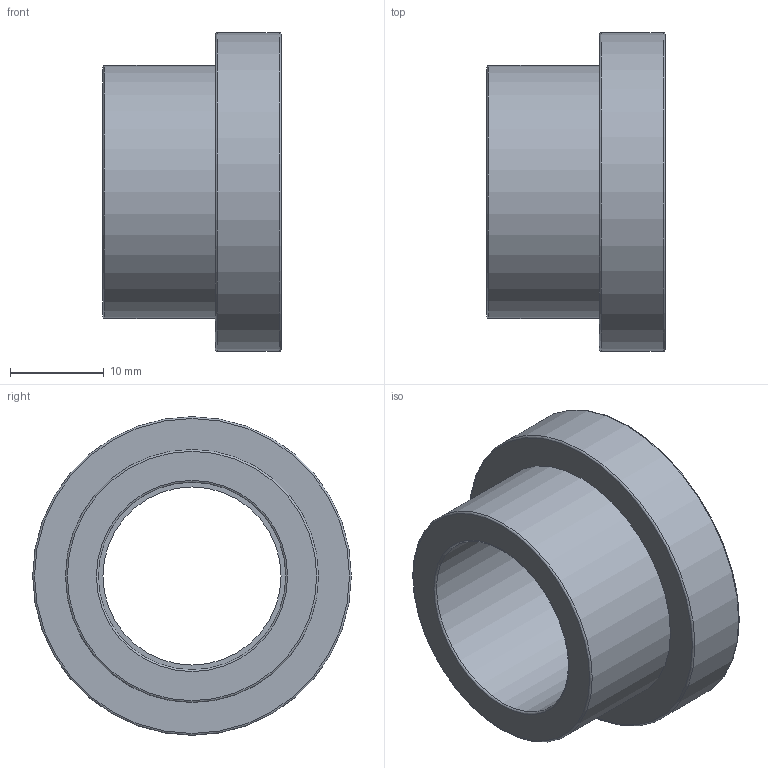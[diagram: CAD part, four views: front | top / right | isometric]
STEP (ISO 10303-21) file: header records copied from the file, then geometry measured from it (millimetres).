
FILE_DESCRIPTION(/* description */ ('PLASSON FLANGE(FLAT GASKET)C 20'),/* implementation_level */ '2;1');
FILE_NAME(/* name */ '055200020.ipt.stp',/* time_stamp */ '2017-12-07T16:04:57+02:00',/* author */ ('KIM'),/* organization */ (''),/* preprocessor_version */ 'ST-DEVELOPER v15.6',/* originating_system */ 'Autodesk Inventor 2015',/* authorisation */ '');
FILE_SCHEMA (('AUTOMOTIVE_DESIGN { 1 0 10303 214 3 1 1 }'));
Length unit declared in the file: millimetre
Products named in the file (1): 055200020
Bounding box: 19 x 34 x 34 mm (x, y, z)
Volume: 7033 mm3; surface area: 4465.5 mm2
Topology: 1 solids, 1 shells, 33 faces, 57 edges, 33 vertices
Faces by surface type: torus 15, plane 9, cylinder 9
Full cylindrical faces by diameter (mm): 19 x1, 20 x1, 21.5 x1, 24 x1, 26.5 x1, 27 x1, 29 x1, 31.5 x1, 34 x1
Entity records: 692 total; most frequent: DIRECTION 134, CARTESIAN_POINT 100, AXIS2_PLACEMENT_3D 67, EDGE_LOOP 66, ORIENTED_EDGE 66, FACE_BOUND 33, FACE_OUTER_BOUND 33, CIRCLE 33
